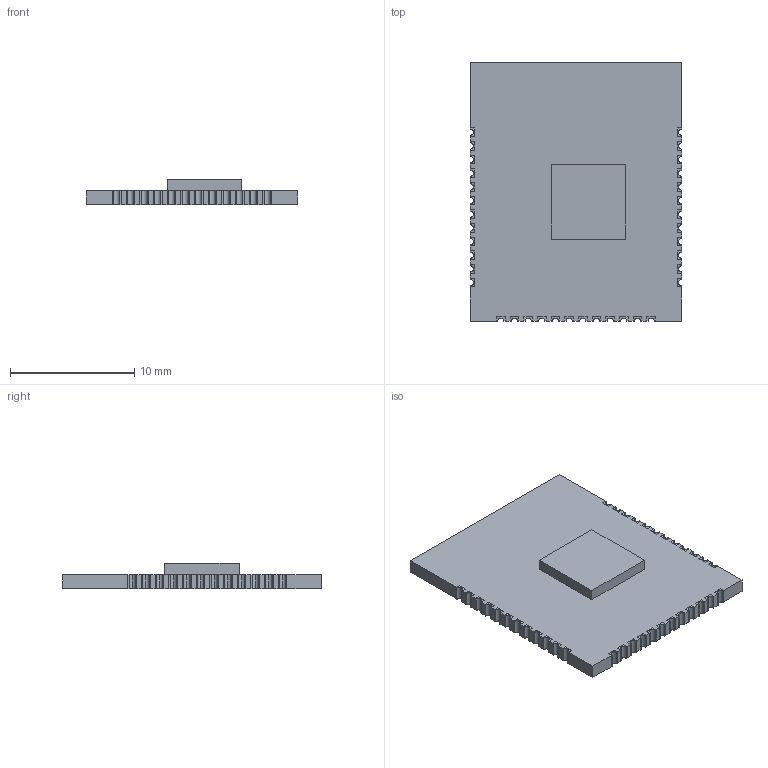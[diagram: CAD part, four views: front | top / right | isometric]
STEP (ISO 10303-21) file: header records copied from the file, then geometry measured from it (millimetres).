
FILE_DESCRIPTION(('FreeCAD Model'),'2;1');
FILE_NAME('Core51822_B.step','2019-07-09T20:47:00',('kicad StepUp'),('ksu MCAD'), 'Open CASCADE STEP processor 7.3','FreeCAD','Unknown');
FILE_SCHEMA(('AUTOMOTIVE_DESIGN { 1 0 10303 214 1 1 1 1 }'));
Length unit declared in the file: millimetre
Products named in the file (1): Core51822_B
Bounding box: 17.02 x 20.81 x 2.02 mm (x, y, z)
Volume: 424.6 mm3; surface area: 820.6 mm2
Topology: 1 solids, 1 shells, 443 faces, 1380 edges, 952 vertices
Faces by surface type: plane 335, cylinder 108
Entity records: 18474 total; most frequent: CARTESIAN_POINT 2776, ORIENTED_EDGE 2760, DIRECTION 2484, EDGE_CURVE 1380, LINE 1164, VECTOR 1164, VERTEX_POINT 952, AXIS2_PLACEMENT_3D 660
